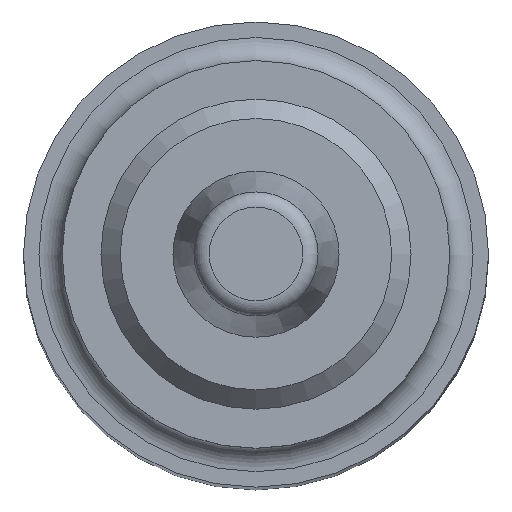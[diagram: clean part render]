
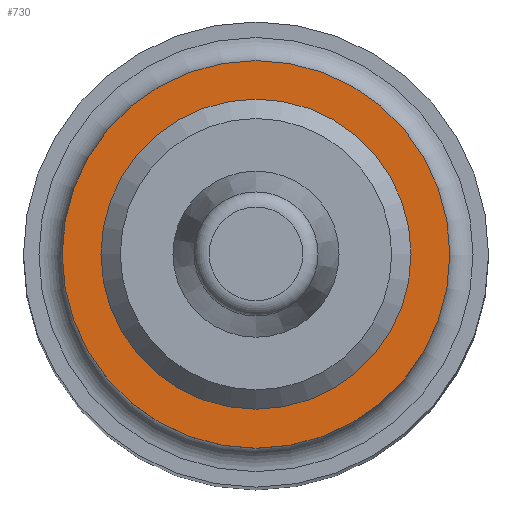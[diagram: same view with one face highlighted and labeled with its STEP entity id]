
A CAD part, top view. The second image highlights one B-rep face of the part: STEP entity #730.
In plain terms, the highlighted face is planar.
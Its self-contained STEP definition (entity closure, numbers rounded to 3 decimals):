
#131=PLANE('',#1034);
#180=CIRCLE('',#1033,1.98);
#181=CIRCLE('',#1035,2.5);
#236=ORIENTED_EDGE('',*,*,#409,.T.);
#237=ORIENTED_EDGE('',*,*,#408,.F.);
#408=EDGE_CURVE('',#494,#494,#180,.T.);
#409=EDGE_CURVE('',#495,#495,#181,.T.);
#494=VERTEX_POINT('',#1403);
#495=VERTEX_POINT('',#1406);
#571=EDGE_LOOP('',(#236));
#572=EDGE_LOOP('',(#237));
#647=FACE_BOUND('',#571,.T.);
#648=FACE_BOUND('',#572,.T.);
#730=ADVANCED_FACE('',(#647,#648),#131,.T.);
#1033=AXIS2_PLACEMENT_3D('',#1402,#1154,#1155);
#1034=AXIS2_PLACEMENT_3D('',#1404,#1156,#1157);
#1035=AXIS2_PLACEMENT_3D('',#1405,#1158,#1159);
#1154=DIRECTION('',(0.,0.,-1.));
#1155=DIRECTION('',(-1.,0.,0.));
#1156=DIRECTION('',(0.,0.,-1.));
#1157=DIRECTION('',(-1.,0.,0.));
#1158=DIRECTION('',(0.,0.,-1.));
#1159=DIRECTION('',(-1.,0.,0.));
#1402=CARTESIAN_POINT('',(0.,0.,0.));
#1403=CARTESIAN_POINT('',(-1.98,0.,0.));
#1404=CARTESIAN_POINT('',(0.,1.98,0.));
#1405=CARTESIAN_POINT('',(0.,0.,0.));
#1406=CARTESIAN_POINT('',(-2.5,0.,0.));
